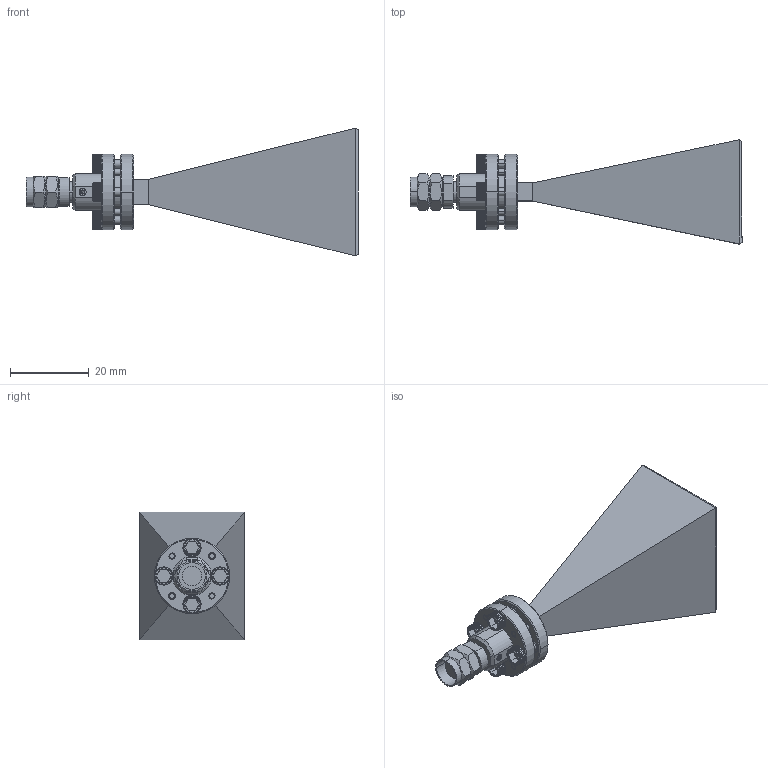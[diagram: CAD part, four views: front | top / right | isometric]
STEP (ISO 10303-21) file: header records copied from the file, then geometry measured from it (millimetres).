
FILE_DESCRIPTION (( 'STEP AP203' ), '1' );
FILE_NAME ('SAR-2309-15VM-E2.STEP', '2020-01-15T00:47:14', ( '' ), ( '' ), 'SwSTEP 2.0', 'SolidWorks 2016', '' );
FILE_SCHEMA (( 'CONFIG_CONTROL_DESIGN' ));
Length unit declared in the file: inch
Products named in the file (1): SAR-2309-15VM-E2
Bounding box: 84.15 x 26.43 x 32.4 mm (x, y, z)
Volume: 7787.8 mm3; surface area: 10198 mm2
Topology: 1 solids, 4 shells, 955 faces, 2618 edges, 1692 vertices
Faces by surface type: plane 508, cylinder 313, cone 116, bspline 10, torus 8
Entity records: 34341 total; most frequent: CARTESIAN_POINT 11729, ORIENTED_EDGE 5220, DIRECTION 4064, EDGE_CURVE 2610, VERTEX_POINT 1692, AXIS2_PLACEMENT_3D 1558, EDGE_LOOP 1016, ADVANCED_FACE 955
